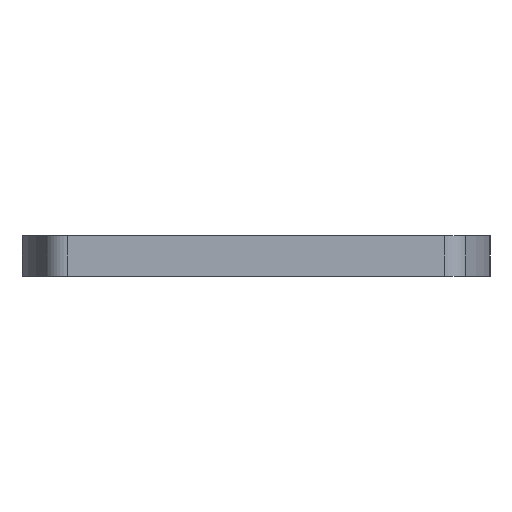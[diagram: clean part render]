
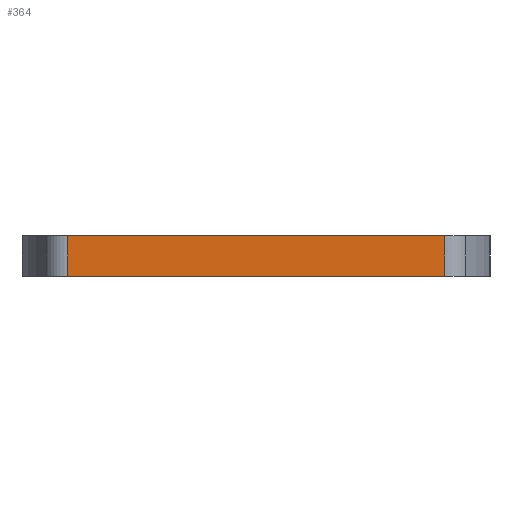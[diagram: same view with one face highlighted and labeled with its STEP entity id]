
A CAD part, front view. The second image highlights one B-rep face of the part: STEP entity #364.
In plain terms, the highlighted planar face has unit normal (0, -1, 0).
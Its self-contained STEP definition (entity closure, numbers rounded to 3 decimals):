
#15 = CARTESIAN_POINT ( 'NONE',  ( 79.599, -52., 0. ) ) ;
#80 = CARTESIAN_POINT ( 'NONE',  ( -85.417, -52., 0. ) ) ;
#197 = CARTESIAN_POINT ( 'NONE',  ( -79.599, -52., 17. ) ) ;
#364 = ADVANCED_FACE ( 'NONE', ( #4538 ), #3553, .F. ) ;
#436 = VECTOR ( 'NONE', #1543, 1000. ) ;
#608 = LINE ( 'NONE', #2275, #1792 ) ;
#679 = VECTOR ( 'NONE', #748, 1000. ) ;
#748 = DIRECTION ( 'NONE',  ( 0., 0., -1. ) ) ;
#875 = CARTESIAN_POINT ( 'NONE',  ( -79.599, -52., 0. ) ) ;
#917 = VERTEX_POINT ( 'NONE', #197 ) ;
#1152 = ORIENTED_EDGE ( 'NONE', *, *, #3544, .F. ) ;
#1486 = DIRECTION ( 'NONE',  ( -1., 0., 0. ) ) ;
#1543 = DIRECTION ( 'NONE',  ( 0., 0., 1. ) ) ;
#1613 = LINE ( 'NONE', #15, #436 ) ;
#1665 = ORIENTED_EDGE ( 'NONE', *, *, #2964, .T. ) ;
#1792 = VECTOR ( 'NONE', #1486, 1000. ) ;
#2212 = DIRECTION ( 'NONE',  ( -1., 0., 0. ) ) ;
#2275 = CARTESIAN_POINT ( 'NONE',  ( -85.417, -52., 17. ) ) ;
#2334 = VERTEX_POINT ( 'NONE', #3695 ) ;
#2620 = CARTESIAN_POINT ( 'NONE',  ( 79.599, -52., 17. ) ) ;
#2869 = VERTEX_POINT ( 'NONE', #2620 ) ;
#2964 = EDGE_CURVE ( 'NONE', #2869, #917, #608, .T. ) ;
#2965 = DIRECTION ( 'NONE',  ( 0., 0., 1. ) ) ;
#3000 = CARTESIAN_POINT ( 'NONE',  ( -79.599, -52., 0. ) ) ;
#3031 = EDGE_CURVE ( 'NONE', #917, #3276, #3409, .T. ) ;
#3117 = EDGE_CURVE ( 'NONE', #2334, #2869, #1613, .T. ) ;
#3276 = VERTEX_POINT ( 'NONE', #875 ) ;
#3321 = EDGE_LOOP ( 'NONE', ( #1152, #4237, #1665, #3733 ) ) ;
#3409 = LINE ( 'NONE', #3000, #679 ) ;
#3544 = EDGE_CURVE ( 'NONE', #2334, #3276, #4816, .T. ) ;
#3553 = PLANE ( 'NONE',  #3700 ) ;
#3600 = DIRECTION ( 'NONE',  ( 0., 1., 0. ) ) ;
#3695 = CARTESIAN_POINT ( 'NONE',  ( 79.599, -52., 0. ) ) ;
#3700 = AXIS2_PLACEMENT_3D ( 'NONE', #80, #3600, #2965 ) ;
#3733 = ORIENTED_EDGE ( 'NONE', *, *, #3031, .T. ) ;
#3774 = VECTOR ( 'NONE', #2212, 1000. ) ;
#4141 = CARTESIAN_POINT ( 'NONE',  ( -85.417, -52., 0. ) ) ;
#4237 = ORIENTED_EDGE ( 'NONE', *, *, #3117, .T. ) ;
#4538 = FACE_OUTER_BOUND ( 'NONE', #3321, .T. ) ;
#4816 = LINE ( 'NONE', #4141, #3774 ) ;
